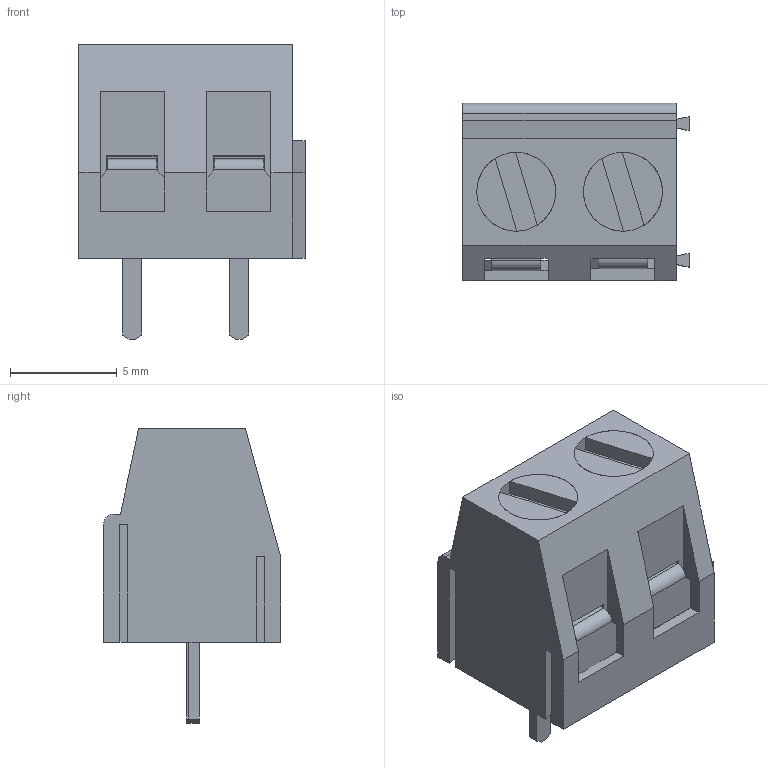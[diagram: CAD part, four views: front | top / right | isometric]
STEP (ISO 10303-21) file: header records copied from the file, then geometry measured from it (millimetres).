
FILE_DESCRIPTION(('STEP AP242'),'1');
FILE_NAME('691213710002.stp','2024-02-06T17:18:21',('TraceParts'),('TraceParts S.A.'),'Spatial InterOp 3D',' ',' ');
FILE_SCHEMA(('AP242_MANAGED_MODEL_BASED_3D_ENGINEERING_MIM_LF {1 0 10303 442 1 1 4}'));
Length unit declared in the file: millimetre
Products named in the file (1): 691213710002_1
Bounding box: 10.6 x 8.3 x 13.8 mm (x, y, z)
Volume: 509.4 mm3; surface area: 1469.4 mm2
Topology: 7 solids, 7 shells, 194 faces, 536 edges, 354 vertices
Faces by surface type: plane 161, cylinder 33
Entity records: 7756 total; most frequent: CARTESIAN_POINT 1091, ORIENTED_EDGE 1072, DIRECTION 1022, EDGE_CURVE 536, LINE 452, VECTOR 452, VERTEX_POINT 354, AXIS2_PLACEMENT_3D 285
